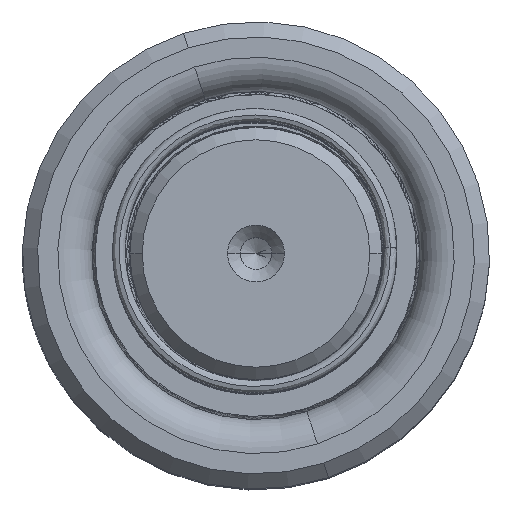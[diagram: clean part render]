
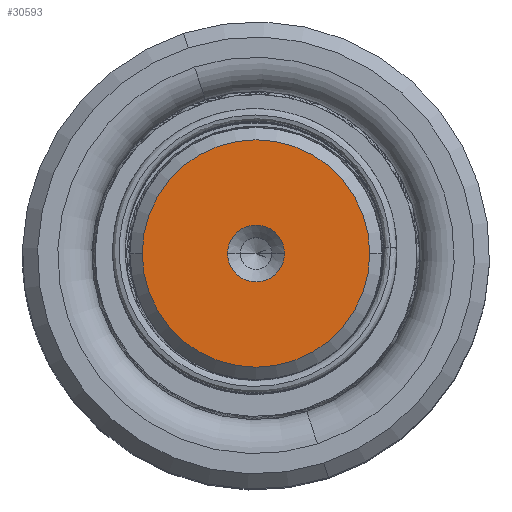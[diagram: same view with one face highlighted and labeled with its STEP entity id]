
A CAD part, top view. The second image highlights one B-rep face of the part: STEP entity #30593.
In plain terms, the highlighted planar face has unit normal (0, 0, 1).
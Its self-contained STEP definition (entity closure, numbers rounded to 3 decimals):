
#943 = FACE_BOUND ( 'NONE', #34359, .T. ) ;
#1410 = CARTESIAN_POINT ( 'NONE',  ( 9.009, 0., 140. ) ) ;
#3061 = DIRECTION ( 'NONE',  ( 0., 0., 1. ) ) ;
#3951 = AXIS2_PLACEMENT_3D ( 'NONE', #37064, #22165, #4355 ) ;
#3967 = DIRECTION ( 'NONE',  ( 0., 0., 1. ) ) ;
#4276 = PLANE ( 'NONE',  #14439 ) ;
#4355 = DIRECTION ( 'NONE',  ( 1., 0., 0. ) ) ;
#5162 = DIRECTION ( 'NONE',  ( 0., 0., 1. ) ) ;
#7112 = CIRCLE ( 'NONE', #27083, 9.009 ) ;
#7396 = CARTESIAN_POINT ( 'NONE',  ( -2.25, 0., 140. ) ) ;
#9686 = EDGE_CURVE ( 'NONE', #16706, #34784, #22346, .T. ) ;
#10070 = ORIENTED_EDGE ( 'NONE', *, *, #29005, .F. ) ;
#13082 = ORIENTED_EDGE ( 'NONE', *, *, #9686, .T. ) ;
#13969 = DIRECTION ( 'NONE',  ( 1., 0., 0. ) ) ;
#14439 = AXIS2_PLACEMENT_3D ( 'NONE', #34100, #37240, #37508 ) ;
#15288 = EDGE_LOOP ( 'NONE', ( #13082, #29508 ) ) ;
#15598 = CARTESIAN_POINT ( 'NONE',  ( 2.25, 0., 140. ) ) ;
#16706 = VERTEX_POINT ( 'NONE', #27924 ) ;
#21054 = CIRCLE ( 'NONE', #37647, 2.25 ) ;
#22165 = DIRECTION ( 'NONE',  ( 0., 0., 1. ) ) ;
#22346 = CIRCLE ( 'NONE', #37920, 9.009 ) ;
#22875 = CIRCLE ( 'NONE', #3951, 2.25 ) ;
#22978 = CARTESIAN_POINT ( 'NONE',  ( 0., 0., 140. ) ) ;
#23430 = VERTEX_POINT ( 'NONE', #7396 ) ;
#24631 = FACE_OUTER_BOUND ( 'NONE', #15288, .T. ) ;
#25943 = EDGE_CURVE ( 'NONE', #34784, #16706, #7112, .T. ) ;
#25964 = DIRECTION ( 'NONE',  ( 1., 0., 0. ) ) ;
#27083 = AXIS2_PLACEMENT_3D ( 'NONE', #22978, #5162, #25964 ) ;
#27225 = DIRECTION ( 'NONE',  ( 1., 0., 0. ) ) ;
#27924 = CARTESIAN_POINT ( 'NONE',  ( -9.009, 0., 140. ) ) ;
#28237 = EDGE_CURVE ( 'NONE', #30485, #23430, #21054, .T. ) ;
#29005 = EDGE_CURVE ( 'NONE', #23430, #30485, #22875, .T. ) ;
#29508 = ORIENTED_EDGE ( 'NONE', *, *, #25943, .T. ) ;
#30485 = VERTEX_POINT ( 'NONE', #15598 ) ;
#30593 = ADVANCED_FACE ( 'NONE', ( #943, #24631 ), #4276, .T. ) ;
#32263 = ORIENTED_EDGE ( 'NONE', *, *, #28237, .F. ) ;
#34040 = CARTESIAN_POINT ( 'NONE',  ( 0., 0., 140. ) ) ;
#34100 = CARTESIAN_POINT ( 'NONE',  ( 0., 0., 140. ) ) ;
#34359 = EDGE_LOOP ( 'NONE', ( #32263, #10070 ) ) ;
#34784 = VERTEX_POINT ( 'NONE', #1410 ) ;
#36134 = CARTESIAN_POINT ( 'NONE',  ( 0., 0., 140. ) ) ;
#37064 = CARTESIAN_POINT ( 'NONE',  ( 0., 0., 140. ) ) ;
#37240 = DIRECTION ( 'NONE',  ( 0., 0., 1. ) ) ;
#37508 = DIRECTION ( 'NONE',  ( 1., 0., 0. ) ) ;
#37647 = AXIS2_PLACEMENT_3D ( 'NONE', #34040, #3967, #13969 ) ;
#37920 = AXIS2_PLACEMENT_3D ( 'NONE', #36134, #3061, #27225 ) ;
